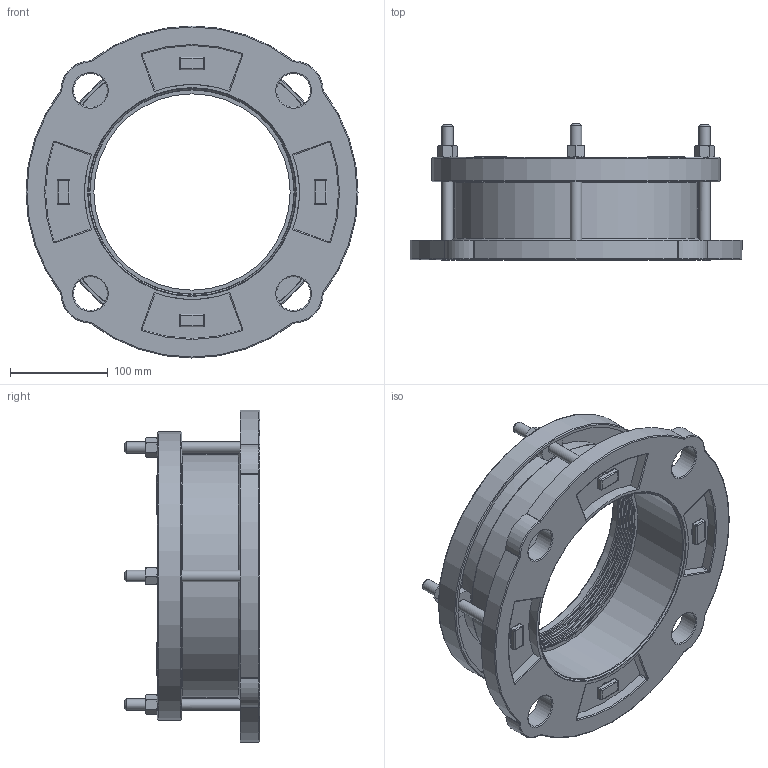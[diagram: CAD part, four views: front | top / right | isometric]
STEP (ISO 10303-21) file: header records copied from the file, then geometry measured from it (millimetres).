
FILE_DESCRIPTION(/* description */ (''),/* implementation_level */ '2;1');
FILE_NAME(/* name */ 'DN175_3D_STEP.stp',/* time_stamp */ '2024-04-17T12:07:40+03:00',/* author */ ('igorr'),/* organization */ (''),/* preprocessor_version */ 'ST-DEVELOPER v19.2',/* originating_system */ 'Autodesk Inventor 2023',/* authorisation */ '');
FILE_SCHEMA (('AUTOMOTIVE_DESIGN { 1 0 10303 214 3 1 1 }'));
Length unit declared in the file: millimetre
Products named in the file (3): Сборка; Деталь; ANSI B18.2.4.2M - M12x1,75
Assembly tree (5 placements, depth 2):
  Сборка
    Деталь
    ANSI B18.2.4.2M - M12x1,75  x4
Bounding box: 340 x 139 x 340 mm (x, y, z)
Volume: 2357854.2 mm3; surface area: 412390.8 mm2
Topology: 5 solids, 5 shells, 563 faces, 1339 edges, 828 vertices
Faces by surface type: plane 187, cylinder 137, bspline 102, cone 63, torus 42, sphere 32
Full cylindrical faces by diameter (mm): 10.106 x4, 11.762 x8, 12 x4, 34.532 x4, 201 x7, 205 x6, 209 x2, 237 x1, 249 x1, 287 x1, 295 x1
Entity records: 16554 total; most frequent: CARTESIAN_POINT 4876, ORIENTED_EDGE 2378, DIRECTION 2156, EDGE_CURVE 1189, AXIS2_PLACEMENT_3D 811, VERTEX_POINT 741, EDGE_LOOP 556, LINE 534
